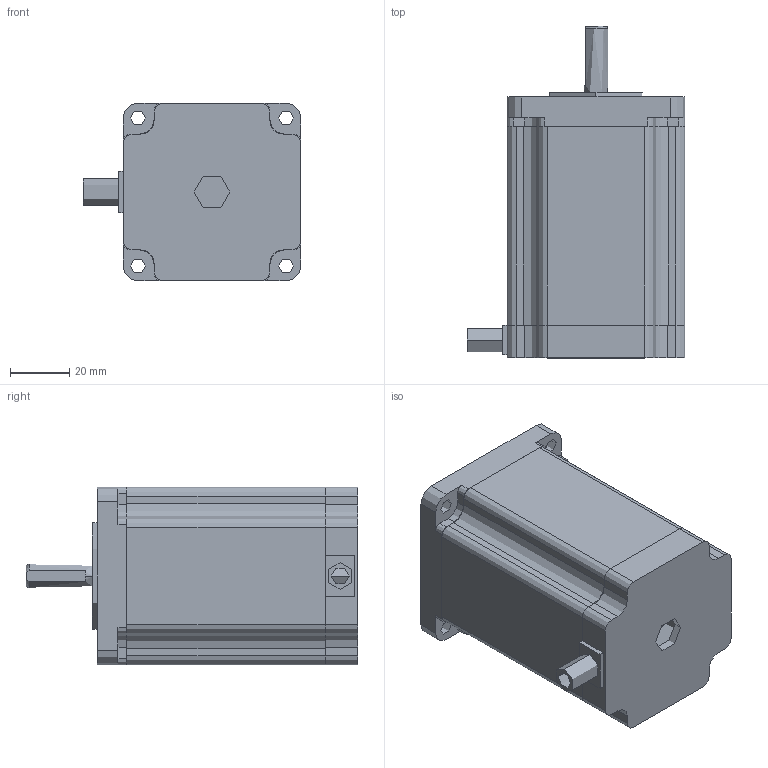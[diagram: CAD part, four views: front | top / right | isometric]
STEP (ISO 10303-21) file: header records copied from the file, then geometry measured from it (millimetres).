
FILE_DESCRIPTION((''),'2;1');
FILE_NAME('ASM0002_ASM','2019-04-09T',('Edison'),(''),'PRO/ENGINEER BY PARAMETRIC TECHNOLOGY CORPORATION, 2011080','PRO/ENGINEER BY PARAMETRIC TECHNOLOGY CORPORATION, 2011080','');
FILE_SCHEMA(('CONFIG_CONTROL_DESIGN'));
Length unit declared in the file: millimetre
Products named in the file (5): STATOR; ENDBELL; FRONTBELL; PRT0004; ASM0002_ASM
Assembly tree (4 placements, depth 2):
  ASM0002_ASM
    STATOR
    ENDBELL
    FRONTBELL
    PRT0004
Bounding box: 73.5 x 112 x 60 mm (x, y, z)
Volume: 45953.7 mm3
Topology: 3 solids, 6 shells, 474 faces, 1339 edges, 893 vertices
Faces by surface type: cylinder 240, plane 229, cone 5
Entity records: 15681 total; most frequent: DIRECTION 2787, CARTESIAN_POINT 2744, ORIENTED_EDGE 2682, EDGE_CURVE 1341, AXIS2_PLACEMENT_3D 969, VERTEX_POINT 894, VECTOR 849, LINE 849
